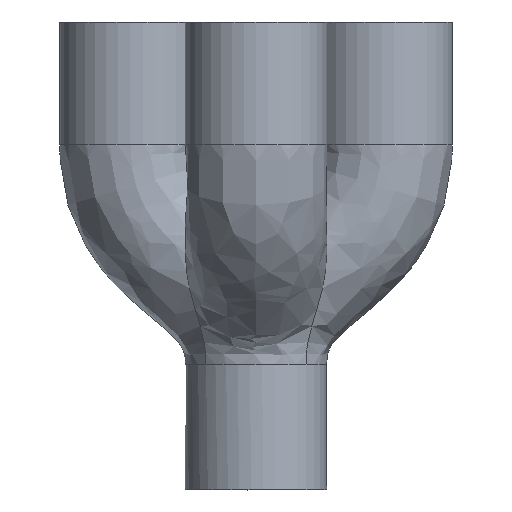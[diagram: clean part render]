
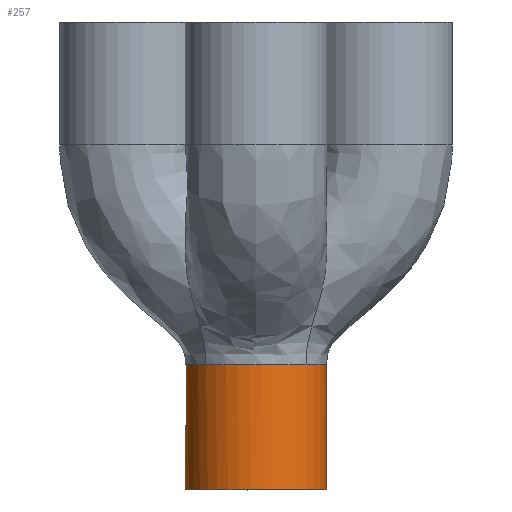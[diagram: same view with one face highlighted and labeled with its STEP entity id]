
A CAD part, front view. The second image highlights one B-rep face of the part: STEP entity #257.
In plain terms, the highlighted cylindrical face has radius 11.25 mm (diameter 22.5 mm), a full revolution.
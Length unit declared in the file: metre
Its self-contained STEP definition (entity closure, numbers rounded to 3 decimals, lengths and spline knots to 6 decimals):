
#257 = ADVANCED_FACE( '', ( #600, #601 ), #602, .T. );
#600 = FACE_OUTER_BOUND( '', #3974, .T. );
#601 = FACE_OUTER_BOUND( '', #3975, .T. );
#602 = CYLINDRICAL_SURFACE( '', #3976, 0.01125 );
#3974 = EDGE_LOOP( '', ( #23651, #23652, #23653, #23654 ) );
#3975 = EDGE_LOOP( '', ( #23655 ) );
#3976 = AXIS2_PLACEMENT_3D( '', #23656, #23657, #23658 );
#23651 = ORIENTED_EDGE( '', *, *, #24972, .T. );
#23652 = ORIENTED_EDGE( '', *, *, #24973, .F. );
#23653 = ORIENTED_EDGE( '', *, *, #24974, .T. );
#23654 = ORIENTED_EDGE( '', *, *, #24975, .T. );
#23655 = ORIENTED_EDGE( '', *, *, #24769, .F. );
#23656 = CARTESIAN_POINT( '', ( 0., 0.116734, 0.078759 ) );
#23657 = DIRECTION( '', ( 0., 0., -1. ) );
#23658 = DIRECTION( '', ( 1., 0., 0. ) );
#24769 = EDGE_CURVE( '', #25309, #25309, #25310, .T. );
#24972 = EDGE_CURVE( '', #25641, #25642, #25643, .F. );
#24973 = EDGE_CURVE( '', #25644, #25642, #25645, .F. );
#24974 = EDGE_CURVE( '', #25644, #25646, #25647, .F. );
#24975 = EDGE_CURVE( '', #25646, #25641, #25648, .F. );
#25309 = VERTEX_POINT( '', #26845 );
#25310 = CIRCLE( '', #26846, 0.01125 );
#25641 = VERTEX_POINT( '', #30940 );
#25642 = VERTEX_POINT( '', #30941 );
#25643 = CIRCLE( '', #30942, 0.01125 );
#25644 = VERTEX_POINT( '', #30943 );
#25645 = CIRCLE( '', #30944, 0.01125 );
#25646 = VERTEX_POINT( '', #30945 );
#25647 = CIRCLE( '', #30946, 0.01125 );
#25648 = CIRCLE( '', #30947, 0.01125 );
#26845 = CARTESIAN_POINT( '', ( 0., 0.127984, 0.078787 ) );
#26846 = AXIS2_PLACEMENT_3D( '', #36615, #36616, #36617 );
#30940 = CARTESIAN_POINT( '', ( 0.007955, 0.108779, 0.098759 ) );
#30941 = CARTESIAN_POINT( '', ( -0.007955, 0.108779, 0.098759 ) );
#30942 = AXIS2_PLACEMENT_3D( '', #36684, #36685, #36686 );
#30943 = CARTESIAN_POINT( '', ( -0.007955, 0.124689, 0.098759 ) );
#30944 = AXIS2_PLACEMENT_3D( '', #36687, #36688, #36689 );
#30945 = CARTESIAN_POINT( '', ( 0.007955, 0.124689, 0.098759 ) );
#30946 = AXIS2_PLACEMENT_3D( '', #36690, #36691, #36692 );
#30947 = AXIS2_PLACEMENT_3D( '', #36693, #36694, #36695 );
#36615 = CARTESIAN_POINT( '', ( 0., 0.116734, 0.078787 ) );
#36616 = DIRECTION( '', ( 0., 0., -1. ) );
#36617 = DIRECTION( '', ( 0., 1., 0. ) );
#36684 = CARTESIAN_POINT( '', ( 0., 0.116734, 0.098759 ) );
#36685 = DIRECTION( '', ( 0., 0., 1. ) );
#36686 = DIRECTION( '', ( 1., 0., 0. ) );
#36687 = CARTESIAN_POINT( '', ( 0., 0.116734, 0.098759 ) );
#36688 = DIRECTION( '', ( 0., 0., -1. ) );
#36689 = DIRECTION( '', ( 0., -1., 0. ) );
#36690 = CARTESIAN_POINT( '', ( 0., 0.116734, 0.098759 ) );
#36691 = DIRECTION( '', ( 0., 0., 1. ) );
#36692 = DIRECTION( '', ( 1., 0., 0. ) );
#36693 = CARTESIAN_POINT( '', ( 0., 0.116734, 0.098759 ) );
#36694 = DIRECTION( '', ( 0., 0., 1. ) );
#36695 = DIRECTION( '', ( 0., -1., 0. ) );
